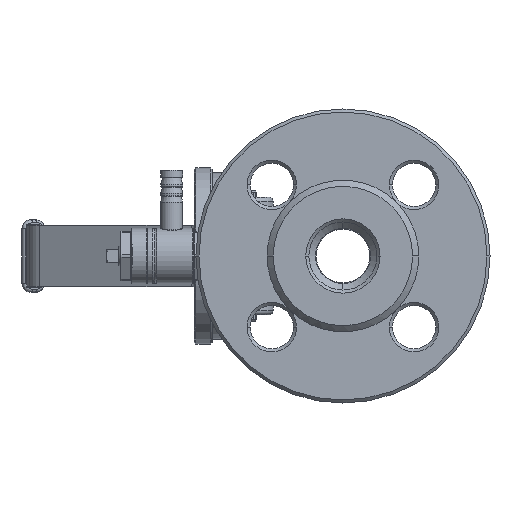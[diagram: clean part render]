
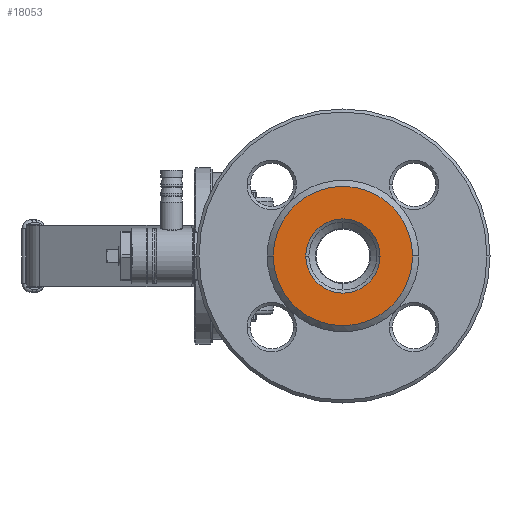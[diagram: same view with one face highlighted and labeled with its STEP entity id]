
A CAD part, left-side view. The second image highlights one B-rep face of the part: STEP entity #18053.
In plain terms, the highlighted planar face has unit normal (-1, 0, 0).
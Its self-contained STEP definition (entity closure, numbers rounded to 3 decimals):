
#5802 = FACE_BOUND ( 'NONE', #16340, .T. ) ;
#5814 = FACE_OUTER_BOUND ( 'NONE', #16343, .T. ) ;
#8041 = AXIS2_PLACEMENT_3D ( 'NONE', #29621, #29622, #29623 ) ;
#8042 = AXIS2_PLACEMENT_3D ( 'NONE', #29624, #29625, #29626 ) ;
#13132 = CARTESIAN_POINT ( 'NONE',  ( -125., 0., 0. ) ) ;
#13133 = DIRECTION ( 'NONE',  ( 1., 0., 0. ) ) ;
#13134 = DIRECTION ( 'NONE',  ( 0., 1., 0. ) ) ;
#13155 = CARTESIAN_POINT ( 'NONE',  ( -125., 0., 0. ) ) ;
#13156 = DIRECTION ( 'NONE',  ( 1., 0., 0. ) ) ;
#13157 = DIRECTION ( 'NONE',  ( 0., 1., 0. ) ) ;
#16340 = EDGE_LOOP ( 'NONE', ( #21024, #21202 ) ) ;
#16343 = EDGE_LOOP ( 'NONE', ( #21128, #21028 ) ) ;
#16511 = AXIS2_PLACEMENT_3D ( 'NONE', #13132, #13133, #13134 ) ;
#16516 = AXIS2_PLACEMENT_3D ( 'NONE', #13155, #13156, #13157 ) ;
#18053 = ADVANCED_FACE ( 'NONE', ( #5802, #5814 ), #18890, .T. ) ;
#18886 = CARTESIAN_POINT ( 'NONE',  ( -125., 0., 12. ) ) ;
#18890 = PLANE ( 'NONE',  #30795 ) ;
#18894 = DIRECTION ( 'NONE',  ( -1., 0., 0. ) ) ;
#18896 = DIRECTION ( 'NONE',  ( 0., -1., 0. ) ) ;
#19892 = CIRCLE ( 'NONE', #16511, 22.5 ) ;
#19906 = CIRCLE ( 'NONE', #16516, 12. ) ;
#21024 = ORIENTED_EDGE ( 'NONE', *, *, #30467, .T. ) ;
#21028 = ORIENTED_EDGE ( 'NONE', *, *, #22629, .F. ) ;
#21128 = ORIENTED_EDGE ( 'NONE', *, *, #30459, .F. ) ;
#21202 = ORIENTED_EDGE ( 'NONE', *, *, #22628, .T. ) ;
#22628 = EDGE_CURVE ( 'NONE', #31899, #31900, #27102, .T. ) ;
#22629 = EDGE_CURVE ( 'NONE', #31883, #31904, #27101, .T. ) ;
#24384 = CARTESIAN_POINT ( 'NONE',  ( -125., -22.5, 0. ) ) ;
#24400 = CARTESIAN_POINT ( 'NONE',  ( -125., 12., 0. ) ) ;
#24401 = CARTESIAN_POINT ( 'NONE',  ( -125., -12., 0. ) ) ;
#24405 = CARTESIAN_POINT ( 'NONE',  ( -125., 22.5, 0. ) ) ;
#27101 = CIRCLE ( 'NONE', #8042, 22.5 ) ;
#27102 = CIRCLE ( 'NONE', #8041, 12. ) ;
#29621 = CARTESIAN_POINT ( 'NONE',  ( -125., 0., 0. ) ) ;
#29622 = DIRECTION ( 'NONE',  ( 1., 0., 0. ) ) ;
#29623 = DIRECTION ( 'NONE',  ( 0., 1., 0. ) ) ;
#29624 = CARTESIAN_POINT ( 'NONE',  ( -125., 0., 0. ) ) ;
#29625 = DIRECTION ( 'NONE',  ( 1., 0., 0. ) ) ;
#29626 = DIRECTION ( 'NONE',  ( 0., 1., 0. ) ) ;
#30459 = EDGE_CURVE ( 'NONE', #31904, #31883, #19892, .T. ) ;
#30467 = EDGE_CURVE ( 'NONE', #31900, #31899, #19906, .T. ) ;
#30795 = AXIS2_PLACEMENT_3D ( 'NONE', #18886, #18894, #18896 ) ;
#31883 = VERTEX_POINT ( 'NONE', #24384 ) ;
#31899 = VERTEX_POINT ( 'NONE', #24400 ) ;
#31900 = VERTEX_POINT ( 'NONE', #24401 ) ;
#31904 = VERTEX_POINT ( 'NONE', #24405 ) ;
